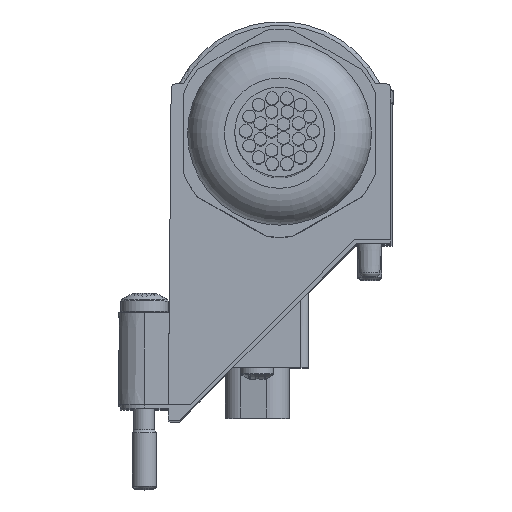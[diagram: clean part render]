
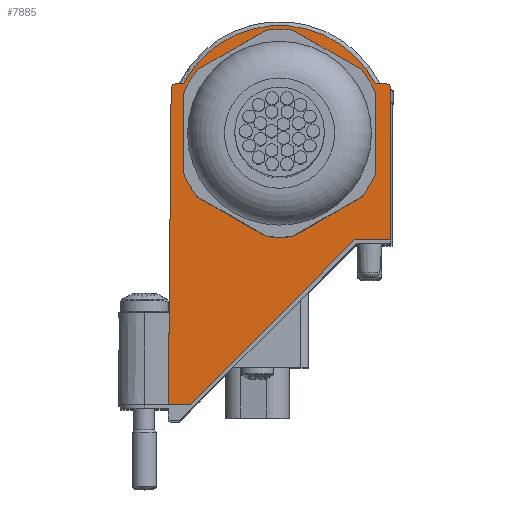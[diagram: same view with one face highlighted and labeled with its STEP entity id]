
A CAD part, top view. The second image highlights one B-rep face of the part: STEP entity #7885.
In plain terms, the highlighted planar face has unit normal (0, 0, 1).
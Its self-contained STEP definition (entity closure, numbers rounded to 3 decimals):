
#691=CIRCLE('',#8535,0.5);
#702=CIRCLE('',#8564,0.5);
#708=CIRCLE('',#8579,10.);
#709=CIRCLE('',#8580,13.499);
#1836=ORIENTED_EDGE('',*,*,#3839,.T.);
#1837=ORIENTED_EDGE('',*,*,#3717,.T.);
#1838=ORIENTED_EDGE('',*,*,#3840,.F.);
#1839=ORIENTED_EDGE('',*,*,#3713,.T.);
#1840=ORIENTED_EDGE('',*,*,#3810,.T.);
#1841=ORIENTED_EDGE('',*,*,#3735,.T.);
#1842=ORIENTED_EDGE('',*,*,#3832,.T.);
#1843=ORIENTED_EDGE('',*,*,#3837,.T.);
#1844=ORIENTED_EDGE('',*,*,#3838,.T.);
#1845=ORIENTED_EDGE('',*,*,#3747,.T.);
#1846=ORIENTED_EDGE('',*,*,#3755,.T.);
#3713=EDGE_CURVE('',#4724,#4723,#5317,.T.);
#3717=EDGE_CURVE('',#4728,#4727,#5318,.T.);
#3735=EDGE_CURVE('',#4744,#4743,#5332,.T.);
#3747=EDGE_CURVE('',#4753,#4752,#5344,.T.);
#3755=EDGE_CURVE('',#4752,#4728,#691,.T.);
#3810=EDGE_CURVE('',#4723,#4744,#702,.T.);
#3832=EDGE_CURVE('',#4743,#4804,#5404,.T.);
#3837=EDGE_CURVE('',#4804,#4807,#5408,.T.);
#3838=EDGE_CURVE('',#4807,#4753,#5409,.T.);
#3839=EDGE_CURVE('',#4808,#4808,#708,.T.);
#3840=EDGE_CURVE('',#4724,#4727,#709,.T.);
#4723=VERTEX_POINT('',#13288);
#4724=VERTEX_POINT('',#13290);
#4727=VERTEX_POINT('',#13329);
#4728=VERTEX_POINT('',#13331);
#4743=VERTEX_POINT('',#13365);
#4744=VERTEX_POINT('',#13367);
#4752=VERTEX_POINT('',#13387);
#4753=VERTEX_POINT('',#13389);
#4804=VERTEX_POINT('',#13573);
#4807=VERTEX_POINT('',#13582);
#4808=VERTEX_POINT('',#13588);
#5317=LINE('',#13289,#5794);
#5318=LINE('',#13330,#5795);
#5332=LINE('',#13366,#5809);
#5344=LINE('',#13388,#5821);
#5404=LINE('',#13574,#5881);
#5408=LINE('',#13583,#5885);
#5409=LINE('',#13585,#5886);
#5794=VECTOR('',#9878,1000.);
#5795=VECTOR('',#9879,1000.);
#5809=VECTOR('',#9905,1000.);
#5821=VECTOR('',#9919,1000.);
#5881=VECTOR('',#10061,1000.);
#5885=VECTOR('',#10069,1000.);
#5886=VECTOR('',#10072,1000.);
#6261=EDGE_LOOP('',(#1836));
#6262=EDGE_LOOP('',(#1837,#1838,#1839,#1840,#1841,#1842,#1843,#1844,#1845,
#1846));
#6969=FACE_BOUND('',#6261,.T.);
#6970=FACE_BOUND('',#6262,.T.);
#7566=PLANE('',#8578);
#7885=ADVANCED_FACE('',(#6969,#6970),#7566,.T.);
#8535=AXIS2_PLACEMENT_3D('',#13405,#9928,#9929);
#8564=AXIS2_PLACEMENT_3D('',#13533,#10022,#10023);
#8578=AXIS2_PLACEMENT_3D('',#13586,#10073,#10074);
#8579=AXIS2_PLACEMENT_3D('',#13587,#10075,#10076);
#8580=AXIS2_PLACEMENT_3D('',#13589,#10077,#10078);
#9878=DIRECTION('',(-1.,0.,0.));
#9879=DIRECTION('',(-1.,0.,0.));
#9905=DIRECTION('',(-0.009,-1.,0.));
#9919=DIRECTION('',(0.,1.,0.));
#9928=DIRECTION('',(0.,0.,1.));
#9929=DIRECTION('',(1.,0.,0.));
#10022=DIRECTION('',(0.,0.,1.));
#10023=DIRECTION('',(1.,0.,0.));
#10061=DIRECTION('',(1.,0.,0.));
#10069=DIRECTION('',(0.707,0.708,0.));
#10072=DIRECTION('',(1.,0.,0.));
#10073=DIRECTION('',(0.,0.,1.));
#10074=DIRECTION('',(1.,0.,0.));
#10075=DIRECTION('',(0.,0.,-1.));
#10076=DIRECTION('',(-1.,0.,0.));
#10077=DIRECTION('',(0.,0.,-1.));
#10078=DIRECTION('',(-1.,0.,0.));
#13288=CARTESIAN_POINT('',(-13.054,6.2,53.65));
#13289=CARTESIAN_POINT('',(13.4,6.2,53.65));
#13290=CARTESIAN_POINT('',(-11.991,6.2,53.65));
#13329=CARTESIAN_POINT('',(11.991,6.2,53.65));
#13330=CARTESIAN_POINT('',(13.4,6.2,53.65));
#13331=CARTESIAN_POINT('',(13.4,6.2,53.65));
#13365=CARTESIAN_POINT('',(-13.9,-33.9,53.65));
#13366=CARTESIAN_POINT('',(-13.554,5.704,53.65));
#13367=CARTESIAN_POINT('',(-13.554,5.704,53.65));
#13387=CARTESIAN_POINT('',(13.9,5.7,53.65));
#13388=CARTESIAN_POINT('',(13.9,-13.3,53.65));
#13389=CARTESIAN_POINT('',(13.9,-13.3,53.65));
#13405=CARTESIAN_POINT('',(13.4,5.7,53.65));
#13533=CARTESIAN_POINT('',(-13.054,5.7,53.65));
#13573=CARTESIAN_POINT('',(-11.179,-33.9,53.65));
#13574=CARTESIAN_POINT('',(-13.9,-33.9,53.65));
#13582=CARTESIAN_POINT('',(9.393,-13.3,53.65));
#13583=CARTESIAN_POINT('',(-11.179,-33.9,53.65));
#13585=CARTESIAN_POINT('',(9.393,-13.3,53.65));
#13586=CARTESIAN_POINT('',(13.4,5.7,53.65));
#13587=CARTESIAN_POINT('',(0.,0.,53.65));
#13588=CARTESIAN_POINT('',(-10.,0.,53.65));
#13589=CARTESIAN_POINT('',(0.,0.,53.65));
